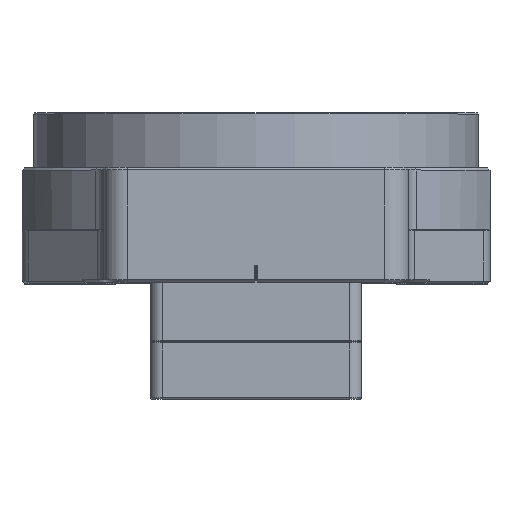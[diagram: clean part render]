
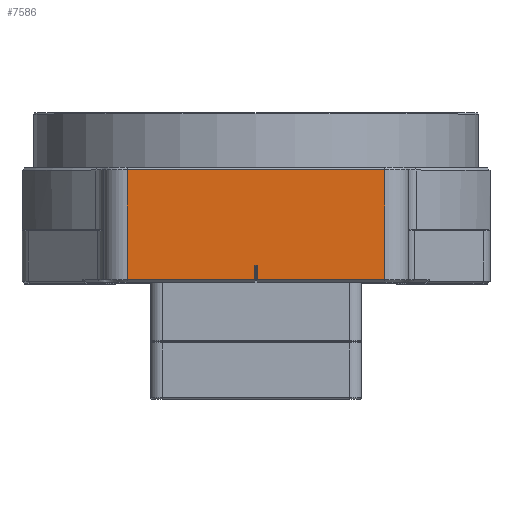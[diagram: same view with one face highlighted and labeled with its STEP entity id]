
A CAD part, top view. The second image highlights one B-rep face of the part: STEP entity #7586.
In plain terms, the highlighted planar face has unit normal (0, 0, 1).
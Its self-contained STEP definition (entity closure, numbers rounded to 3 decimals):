
#961 = VERTEX_POINT ( 'NONE', #22487 ) ;
#1536 = EDGE_CURVE ( 'NONE', #9168, #29716, #13461, .T. ) ;
#1782 = DIRECTION ( 'NONE',  ( -1., 0., 0. ) ) ;
#1789 = CARTESIAN_POINT ( 'NONE',  ( -55., 48.5, 155. ) ) ;
#1798 = LINE ( 'NONE', #1789, #14024 ) ;
#2578 = EDGE_CURVE ( 'NONE', #961, #37332, #1798, .T. ) ;
#4634 = EDGE_CURVE ( 'NONE', #37860, #9168, #18773, .T. ) ;
#5128 = CARTESIAN_POINT ( 'NONE',  ( 55., 1.5, 155. ) ) ;
#7586 = ADVANCED_FACE ( 'NONE', ( #21694 ), #21684, .F. ) ;
#7670 = EDGE_CURVE ( 'NONE', #29716, #14982, #19947, .T. ) ;
#8118 = EDGE_CURVE ( 'NONE', #22521, #37860, #14566, .T. ) ;
#8510 = VECTOR ( 'NONE', #19890, 1000. ) ;
#9168 = VERTEX_POINT ( 'NONE', #39265 ) ;
#12578 = DIRECTION ( 'NONE',  ( 1., 0., 0. ) ) ;
#12587 = CARTESIAN_POINT ( 'NONE',  ( -0.1, 1.5, 155. ) ) ;
#12645 = LINE ( 'NONE', #12587, #36161 ) ;
#13415 = DIRECTION ( 'NONE',  ( 0., -1., 0. ) ) ;
#13446 = CARTESIAN_POINT ( 'NONE',  ( 0.6, 49.5, 155. ) ) ;
#13461 = LINE ( 'NONE', #13446, #38914 ) ;
#14024 = VECTOR ( 'NONE', #1782, 1000. ) ;
#14508 = DIRECTION ( 'NONE',  ( 0., 1., 0. ) ) ;
#14559 = CARTESIAN_POINT ( 'NONE',  ( -0.6, 49.5, 155. ) ) ;
#14566 = LINE ( 'NONE', #14559, #34353 ) ;
#14982 = VERTEX_POINT ( 'NONE', #5128 ) ;
#17643 = VECTOR ( 'NONE', #36405, 1000. ) ;
#17915 = EDGE_CURVE ( 'NONE', #33552, #22521, #12645, .T. ) ;
#17933 = CARTESIAN_POINT ( 'NONE',  ( -0.6, 7.7, 155. ) ) ;
#18724 = DIRECTION ( 'NONE',  ( 1., 0., 0. ) ) ;
#18730 = CARTESIAN_POINT ( 'NONE',  ( 55., 7.7, 155. ) ) ;
#18773 = LINE ( 'NONE', #18730, #31722 ) ;
#19567 = ORIENTED_EDGE ( 'NONE', *, *, #8118, .T. ) ;
#19726 = ORIENTED_EDGE ( 'NONE', *, *, #17915, .T. ) ;
#19736 = ORIENTED_EDGE ( 'NONE', *, *, #22502, .T. ) ;
#19890 = DIRECTION ( 'NONE',  ( 1., 0., 0. ) ) ;
#19893 = ORIENTED_EDGE ( 'NONE', *, *, #2578, .T. ) ;
#19898 = CARTESIAN_POINT ( 'NONE',  ( 55., 1.5, 155. ) ) ;
#19940 = ORIENTED_EDGE ( 'NONE', *, *, #22454, .F. ) ;
#19947 = LINE ( 'NONE', #19898, #8510 ) ;
#19987 = ORIENTED_EDGE ( 'NONE', *, *, #7670, .T. ) ;
#20142 = ORIENTED_EDGE ( 'NONE', *, *, #1536, .T. ) ;
#20385 = ORIENTED_EDGE ( 'NONE', *, *, #4634, .T. ) ;
#20999 = VECTOR ( 'NONE', #35972, 1000. ) ;
#21590 = DIRECTION ( 'NONE',  ( -1., 0., 0. ) ) ;
#21623 = DIRECTION ( 'NONE',  ( 0., 0., -1. ) ) ;
#21678 = CARTESIAN_POINT ( 'NONE',  ( 55., 49.5, 155. ) ) ;
#21684 = PLANE ( 'NONE',  #28653 ) ;
#21694 = FACE_OUTER_BOUND ( 'NONE', #22262, .T. ) ;
#22262 = EDGE_LOOP ( 'NONE', ( #20385, #20142, #19987, #19940, #19893, #19736, #19726, #19567 ) ) ;
#22454 = EDGE_CURVE ( 'NONE', #961, #14982, #36448, .T. ) ;
#22487 = CARTESIAN_POINT ( 'NONE',  ( 55., 48.5, 155. ) ) ;
#22502 = EDGE_CURVE ( 'NONE', #37332, #33552, #36014, .T. ) ;
#22521 = VERTEX_POINT ( 'NONE', #35891 ) ;
#23043 = CARTESIAN_POINT ( 'NONE',  ( -55., 48.5, 155. ) ) ;
#26293 = CARTESIAN_POINT ( 'NONE',  ( -55., 1.5, 155. ) ) ;
#28653 = AXIS2_PLACEMENT_3D ( 'NONE', #21678, #21623, #21590 ) ;
#29716 = VERTEX_POINT ( 'NONE', #32081 ) ;
#31722 = VECTOR ( 'NONE', #18724, 1000. ) ;
#32081 = CARTESIAN_POINT ( 'NONE',  ( 0.6, 1.5, 155. ) ) ;
#33552 = VERTEX_POINT ( 'NONE', #26293 ) ;
#34353 = VECTOR ( 'NONE', #14508, 1000. ) ;
#35891 = CARTESIAN_POINT ( 'NONE',  ( -0.6, 1.5, 155. ) ) ;
#35972 = DIRECTION ( 'NONE',  ( 0., -1., 0. ) ) ;
#36011 = CARTESIAN_POINT ( 'NONE',  ( -55., 49.5, 155. ) ) ;
#36014 = LINE ( 'NONE', #36011, #20999 ) ;
#36161 = VECTOR ( 'NONE', #12578, 1000. ) ;
#36405 = DIRECTION ( 'NONE',  ( 0., -1., 0. ) ) ;
#36439 = CARTESIAN_POINT ( 'NONE',  ( 55., 49.5, 155. ) ) ;
#36448 = LINE ( 'NONE', #36439, #17643 ) ;
#37332 = VERTEX_POINT ( 'NONE', #23043 ) ;
#37860 = VERTEX_POINT ( 'NONE', #17933 ) ;
#38914 = VECTOR ( 'NONE', #13415, 1000. ) ;
#39265 = CARTESIAN_POINT ( 'NONE',  ( 0.6, 7.7, 155. ) ) ;
